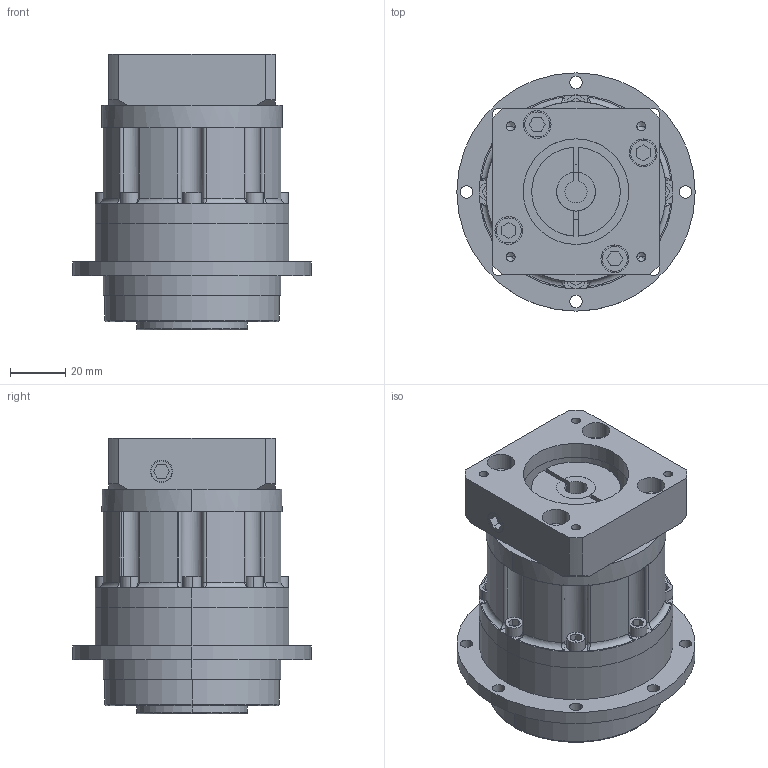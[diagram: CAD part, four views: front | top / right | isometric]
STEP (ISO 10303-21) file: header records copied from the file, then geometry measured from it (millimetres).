
FILE_DESCRIPTION (( 'STEP AP214' ), '1' );
FILE_NAME ('VGH64单级模型（8-21 38.1-2 4-4.5-47.14-47.14）.STEP', '2018-06-20T06:04:19', ( 'Windows' ), ( 'Microsoft' ), 'SwSTEP 2.0', 'SolidWorks 2016', '' );
FILE_SCHEMA (( 'AUTOMOTIVE_DESIGN' ));
Length unit declared in the file: millimetre
Products named in the file (1): VGH64单级模型（8-21 38.1-2 4-4.5-47.14-47.14）
Bounding box: 86 x 86 x 99.5 mm (x, y, z)
Volume: 316852.5 mm3; surface area: 62578.6 mm2
Topology: 4 solids, 4 shells, 396 faces, 962 edges, 613 vertices
Faces by surface type: cylinder 174, plane 166, cone 26, bspline 16, torus 14
Entity records: 13688 total; most frequent: CARTESIAN_POINT 3290, DIRECTION 2026, ORIENTED_EDGE 1880, EDGE_CURVE 940, AXIS2_PLACEMENT_3D 765, VERTEX_POINT 613, VECTOR 496, LINE 496
